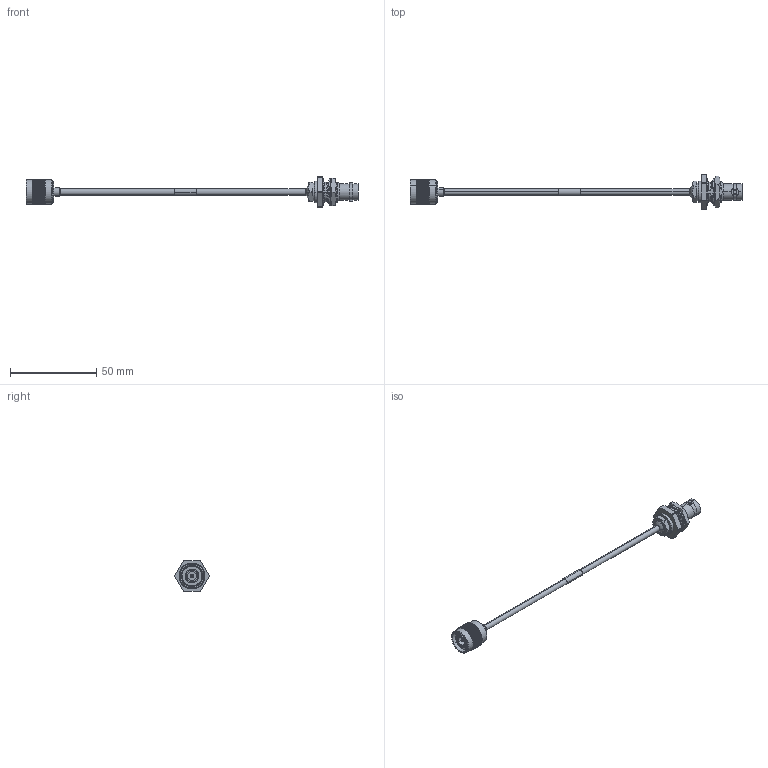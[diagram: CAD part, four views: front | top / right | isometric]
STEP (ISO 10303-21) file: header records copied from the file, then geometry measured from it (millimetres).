
FILE_DESCRIPTION (( 'STEP AP214' ), '1' );
FILE_NAME ('LCCA30460.step', '2020-05-02T09:15:33', ( '' ), ( '' ), 'SwSTEP 2.0', 'SolidWorks 2018', '' );
FILE_SCHEMA (( 'AUTOMOTIVE_DESIGN' ));
Length unit declared in the file: inch
Products named in the file (7): solder plug right^LCCA30460; solder plug left^LCCA30460; LCCA30460; LCCN3059; LCCN3065; LC141TB (141 FORMABLE); 1AW01-003_.152 ID
Assembly tree (6 placements, depth 2):
  LCCA30460
    LC141TB (141 FORMABLE)
    LCCN3059
    solder plug left^LCCA30460
    1AW01-003_.152 ID
    LCCN3065
    solder plug right^LCCA30460
Bounding box: 191.99 x 19.93 x 17.5 mm (x, y, z)
Volume: 6304.4 mm3; surface area: 7373.7 mm2
Topology: 9 solids, 9 shells, 2450 faces, 5407 edges, 2992 vertices
Faces by surface type: bspline 1753, cylinder 513, plane 109, cone 61, torus 10, sphere 4
Entity records: 105401 total; most frequent: CARTESIAN_POINT 70091, ORIENTED_EDGE 10814, EDGE_CURVE 5407, VERTEX_POINT 2992, DIRECTION 2705, EDGE_LOOP 2479, ADVANCED_FACE 2450, FACE_OUTER_BOUND 2450
